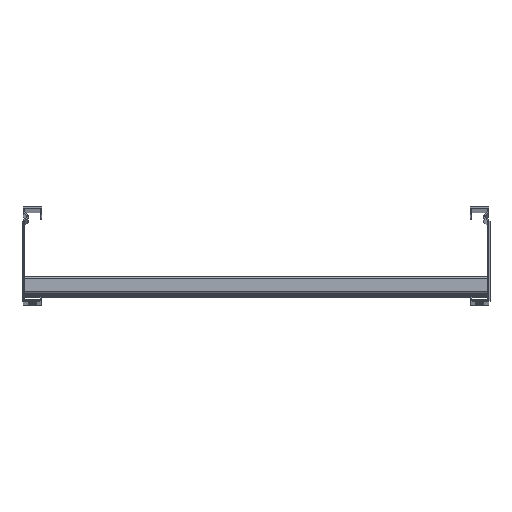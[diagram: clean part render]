
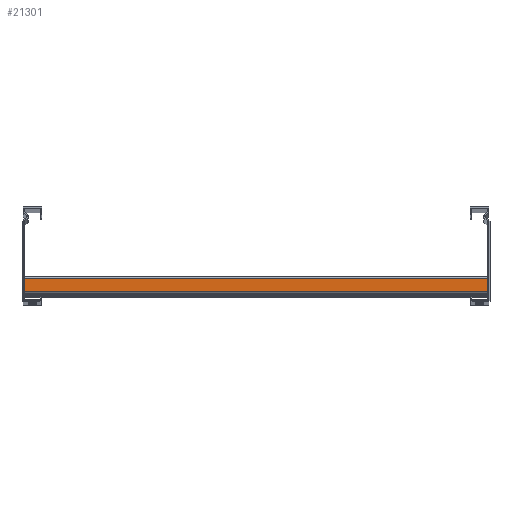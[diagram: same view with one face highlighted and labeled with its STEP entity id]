
A CAD part, top view. The second image highlights one B-rep face of the part: STEP entity #21301.
In plain terms, the highlighted face is planar.
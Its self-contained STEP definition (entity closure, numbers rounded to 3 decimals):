
#484 = DIRECTION ( 'NONE',  ( 0., 0., -1. ) ) ;
#1969 = CARTESIAN_POINT ( 'NONE',  ( 18., 15.5, 249. ) ) ;
#2005 = PLANE ( 'NONE',  #16406 ) ;
#2260 = VERTEX_POINT ( 'NONE', #3773 ) ;
#2301 = LINE ( 'NONE', #5828, #10893 ) ;
#2427 = ORIENTED_EDGE ( 'NONE', *, *, #4615, .T. ) ;
#3292 = CARTESIAN_POINT ( 'NONE',  ( 18., 2.5, 249. ) ) ;
#3773 = CARTESIAN_POINT ( 'NONE',  ( 18., 15.5, -249. ) ) ;
#3966 = EDGE_CURVE ( 'NONE', #4198, #2260, #4070, .T. ) ;
#4070 = LINE ( 'NONE', #1969, #19485 ) ;
#4119 = EDGE_CURVE ( 'NONE', #2260, #14446, #2301, .T. ) ;
#4198 = VERTEX_POINT ( 'NONE', #20780 ) ;
#4601 = ORIENTED_EDGE ( 'NONE', *, *, #3966, .F. ) ;
#4615 = EDGE_CURVE ( 'NONE', #19001, #14446, #5131, .T. ) ;
#5131 = LINE ( 'NONE', #13965, #13976 ) ;
#5828 = CARTESIAN_POINT ( 'NONE',  ( 18., 18., -249. ) ) ;
#7037 = DIRECTION ( 'NONE',  ( 0., 0., -1. ) ) ;
#9164 = CARTESIAN_POINT ( 'NONE',  ( 18., 2.5, -249. ) ) ;
#10564 = CARTESIAN_POINT ( 'NONE',  ( 18., 18., 249. ) ) ;
#10893 = VECTOR ( 'NONE', #13916, 1000. ) ;
#13916 = DIRECTION ( 'NONE',  ( 0., -1., 0. ) ) ;
#13965 = CARTESIAN_POINT ( 'NONE',  ( 18., 2.5, 249. ) ) ;
#13976 = VECTOR ( 'NONE', #484, 1000. ) ;
#14269 = ORIENTED_EDGE ( 'NONE', *, *, #4119, .F. ) ;
#14446 = VERTEX_POINT ( 'NONE', #9164 ) ;
#15042 = DIRECTION ( 'NONE',  ( 0., -1., 0. ) ) ;
#15079 = EDGE_LOOP ( 'NONE', ( #14269, #4601, #15653, #2427 ) ) ;
#15653 = ORIENTED_EDGE ( 'NONE', *, *, #16963, .T. ) ;
#16406 = AXIS2_PLACEMENT_3D ( 'NONE', #10564, #17044, #7037 ) ;
#16738 = VECTOR ( 'NONE', #15042, 1000. ) ;
#16963 = EDGE_CURVE ( 'NONE', #4198, #19001, #16980, .T. ) ;
#16980 = LINE ( 'NONE', #18189, #16738 ) ;
#17044 = DIRECTION ( 'NONE',  ( 1., 0., 0. ) ) ;
#17324 = FACE_OUTER_BOUND ( 'NONE', #15079, .T. ) ;
#18189 = CARTESIAN_POINT ( 'NONE',  ( 18., 18., 249. ) ) ;
#18817 = DIRECTION ( 'NONE',  ( 0., 0., -1. ) ) ;
#19001 = VERTEX_POINT ( 'NONE', #3292 ) ;
#19485 = VECTOR ( 'NONE', #18817, 1000. ) ;
#20780 = CARTESIAN_POINT ( 'NONE',  ( 18., 15.5, 249. ) ) ;
#21301 = ADVANCED_FACE ( 'NONE', ( #17324 ), #2005, .T. ) ;
